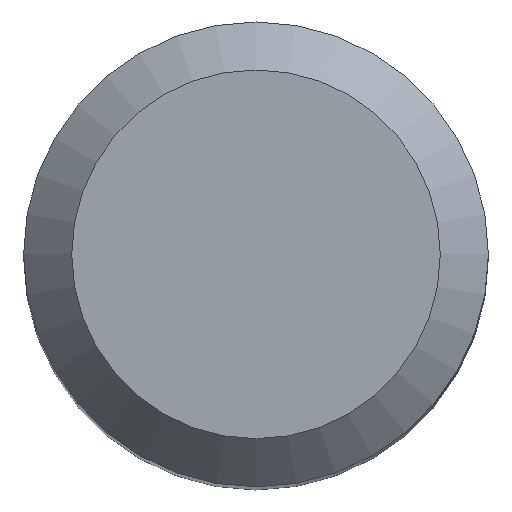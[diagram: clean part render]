
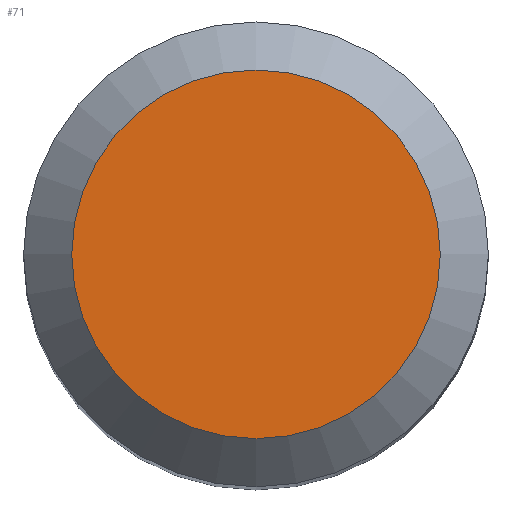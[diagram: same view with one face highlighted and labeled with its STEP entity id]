
A CAD part, top view. The second image highlights one B-rep face of the part: STEP entity #71.
In plain terms, the highlighted planar face has unit normal (0, 0, 1).
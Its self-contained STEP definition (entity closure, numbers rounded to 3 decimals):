
#71=ADVANCED_FACE('',(#81),#77,.F.);
#77=PLANE('',#203);
#81=FACE_OUTER_BOUND('',#97,.T.);
#97=EDGE_LOOP('',(#117));
#117=ORIENTED_EDGE('',*,*,#140,.T.);
#130=VERTEX_POINT('',#294);
#140=EDGE_CURVE('',#130,#130,#150,.T.);
#150=CIRCLE('',#202,3.965);
#202=AXIS2_PLACEMENT_3D('',#293,#251,#252);
#203=AXIS2_PLACEMENT_3D('',#295,#253,#254);
#251=DIRECTION('',(0.,0.,1.));
#252=DIRECTION('',(1.,0.,0.));
#253=DIRECTION('',(0.,0.,-1.));
#254=DIRECTION('',(1.,0.,0.));
#293=CARTESIAN_POINT('',(0.,0.,40.));
#294=CARTESIAN_POINT('',(3.965,0.,40.));
#295=CARTESIAN_POINT('',(0.,3.965,40.));
